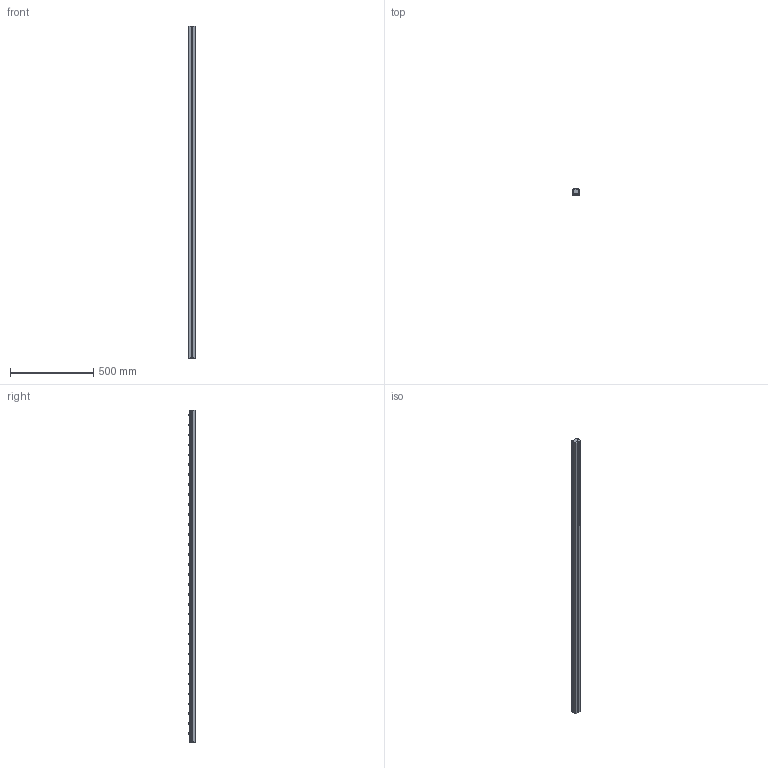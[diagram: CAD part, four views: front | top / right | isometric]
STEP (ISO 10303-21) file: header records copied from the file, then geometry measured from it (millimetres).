
FILE_DESCRIPTION(/* description */ (''),/* implementation_level */ '2;1');
FILE_NAME(/* name */ 'FRT60BK.2000.stp',/* time_stamp */ '2022-06-23T11:04:54+02:00',/* author */ ('stefan.nesic'),/* organization */ (''),/* preprocessor_version */ 'ST-DEVELOPER v18.1',/* originating_system */ 'Autodesk Inventor 2021',/* authorisation */ '');
FILE_SCHEMA (('AUTOMOTIVE_DESIGN { 1 0 10303 214 3 1 1 }'));
Products named in the file (1): FRT45BK.2000
Bounding box: 41 x 38.6 x 2000 mm (x, y, z)
Volume: 962163.9 mm3; surface area: 820864.9 mm2
Topology: 91 solids, 91 shells, 2957 faces, 7845 edges, 5188 vertices
Faces by surface type: plane 1420, cylinder 1253, cone 198, torus 70, bspline 16
Full cylindrical faces by diameter (mm): 3.5 x66, 7 x66, 28 x33
Entity records: 92779 total; most frequent: DIRECTION 16775, CARTESIAN_POINT 16279, ORIENTED_EDGE 15666, EDGE_CURVE 7833, AXIS2_PLACEMENT_3D 6000, VERTEX_POINT 5188, LINE 4775, VECTOR 4775
